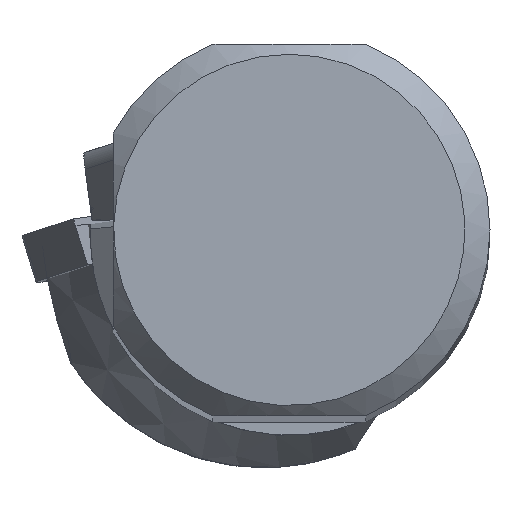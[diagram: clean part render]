
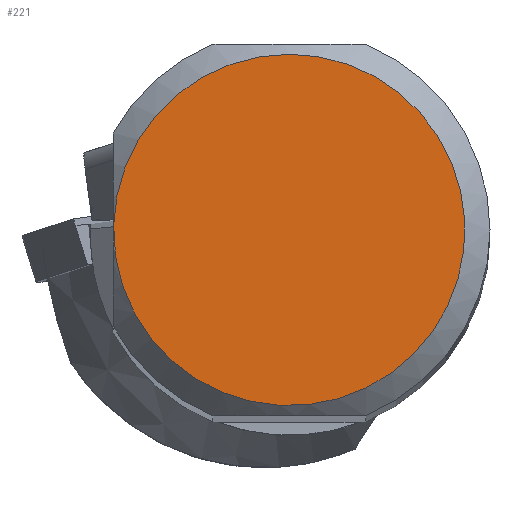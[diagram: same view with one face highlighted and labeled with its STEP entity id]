
A CAD part, top view. The second image highlights one B-rep face of the part: STEP entity #221.
In plain terms, the highlighted planar face has unit normal (0, 0, 1).
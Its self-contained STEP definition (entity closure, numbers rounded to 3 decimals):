
#162=PLANE('',#1314);
#221=ADVANCED_FACE('',(#299),#162,.F.);
#299=FACE_OUTER_BOUND('',#361,.T.);
#361=EDGE_LOOP('',(#719));
#387=CIRCLE('',#1309,17.5);
#719=ORIENTED_EDGE('',*,*,#1015,.T.);
#860=VERTEX_POINT('',#2035);
#1015=EDGE_CURVE('',#860,#860,#387,.T.);
#1309=AXIS2_PLACEMENT_3D('',#2034,#1601,#1602);
#1314=AXIS2_PLACEMENT_3D('',#2049,#1612,#1613);
#1601=DIRECTION('',(0.,0.,1.));
#1602=DIRECTION('',(0.,1.,0.));
#1612=DIRECTION('',(0.,0.,-1.));
#1613=DIRECTION('',(0.,-1.,0.));
#2034=CARTESIAN_POINT('',(0.,0.,
0.));
#2035=CARTESIAN_POINT('',(0.,17.5,0.));
#2049=CARTESIAN_POINT('',(0.,0.,
0.));
